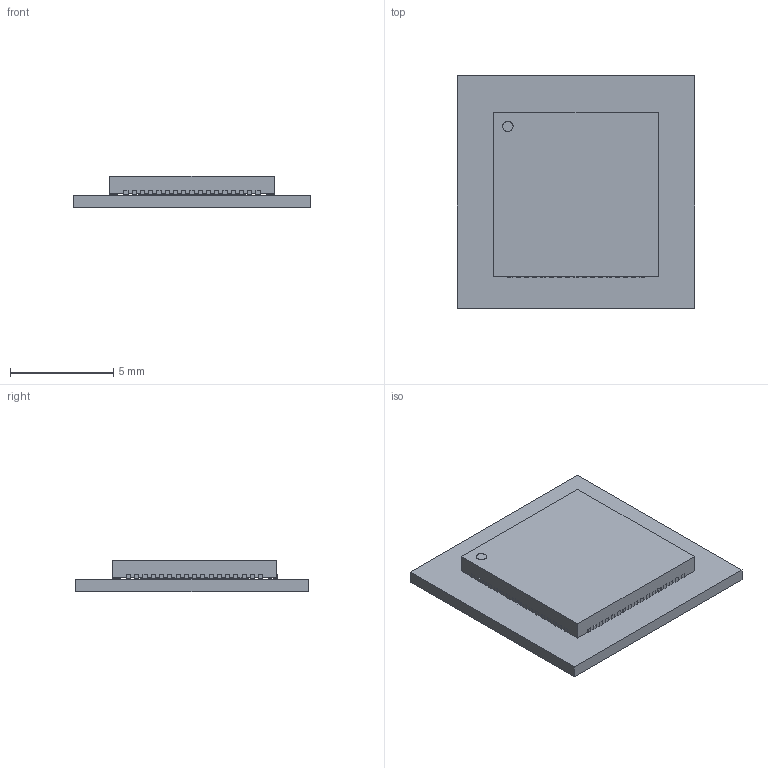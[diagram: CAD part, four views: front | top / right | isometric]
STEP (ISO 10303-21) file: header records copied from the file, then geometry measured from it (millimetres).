
FILE_DESCRIPTION(('KiCad electronic assembly'),'2;1');
FILE_NAME('SM02BD-8723BS.step','2022-04-18T16:41:26',('Pcbnew'),('Kicad' ),'Open CASCADE STEP processor 7.5','KiCad to STEP converter', 'Unknown');
FILE_SCHEMA(('AUTOMOTIVE_DESIGN { 1 0 10303 214 1 1 1 1 }'));
Length unit declared in the file: millimetre
Products named in the file (4): SM02BD-8723BS 1; QFN-68-1EP_8x8mm_P0.4mm_EP5.2x5.2mm; SOLID; _autosave-SM02BD-8723BS PCB
Assembly tree (3 placements, depth 3):
  SM02BD-8723BS 1
    QFN-68-1EP_8x8mm_P0.4mm_EP5.2x5.2mm
      SOLID
    _autosave-SM02BD-8723BS PCB
Bounding box: 11.5 x 11.25 x 1.51 mm (x, y, z)
Volume: 130.7 mm3; surface area: 450.3 mm2
Topology: 2 solids, 2 shells, 453 faces, 1341 edges, 894 vertices
Faces by surface type: bspline 422, cylinder 25, plane 6
Full cylindrical faces by diameter (mm): 0.2 x25
Entity records: 33290 total; most frequent: CARTESIAN_POINT 12512, B_SPLINE_CURVE_WITH_KNOTS 3486, ORIENTED_EDGE 2682, PCURVE 2682, DEFINITIONAL_REPRESENTATION 2682, EDGE_CURVE 1341, SURFACE_CURVE 1315, VERTEX_POINT 894
